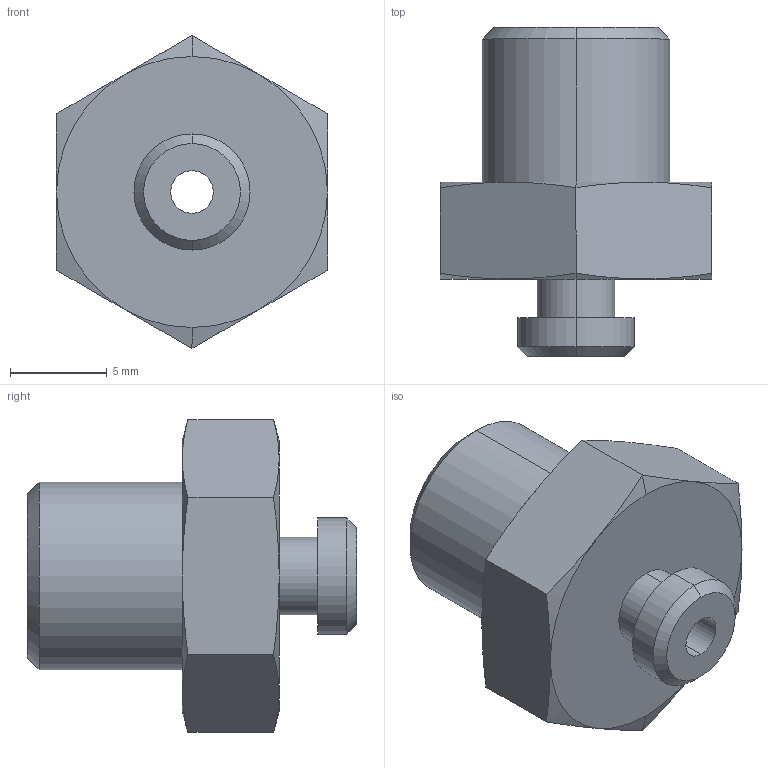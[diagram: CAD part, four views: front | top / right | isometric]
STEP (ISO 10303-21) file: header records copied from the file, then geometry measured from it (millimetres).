
FILE_DESCRIPTION(('STEP AP214'),'1');
FILE_NAME('COVAL_IM18VPG5.stp','2017-12-28T08:28:22',('TraceParts'),('TraceParts S.A.'),'Spatial InterOp 3D',' ',' ');
FILE_SCHEMA(('automotive_design'));
Length unit declared in the file: millimetre
Products named in the file (1): COVAL_IM18VPG5
Bounding box: 14 x 17 x 16.17 mm (x, y, z)
Volume: 1446.6 mm3; surface area: 1004.3 mm2
Topology: 1 solids, 1 shells, 39 faces, 82 edges, 48 vertices
Faces by surface type: cone 20, plane 11, cylinder 8
Entity records: 1396 total; most frequent: CARTESIAN_POINT 250, DIRECTION 174, ORIENTED_EDGE 164, EDGE_CURVE 82, AXIS2_PLACEMENT_3D 76, VERTEX_POINT 48, EDGE_LOOP 44, STYLED_ITEM 39
